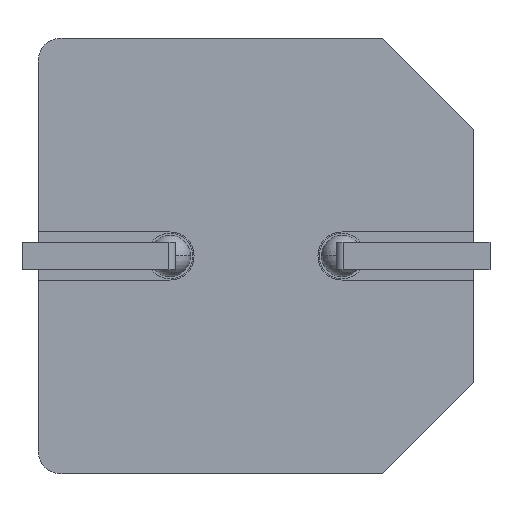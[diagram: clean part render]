
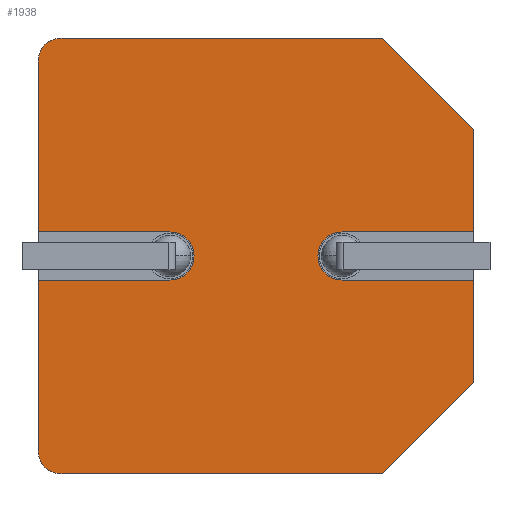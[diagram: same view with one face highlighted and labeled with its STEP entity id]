
A CAD part, front view. The second image highlights one B-rep face of the part: STEP entity #1938.
In plain terms, the highlighted planar face has unit normal (0, -1, 0).
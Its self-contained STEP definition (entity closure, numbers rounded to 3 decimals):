
#27 = CARTESIAN_POINT ( 'NONE',  ( 7.5, 0., -7.5 ) ) ;
#48 = EDGE_LOOP ( 'NONE', ( #1503, #1977, #834, #124, #1895, #1276, #276, #136, #55, #515, #1283, #818, #2249, #631, #2182, #545 ) ) ;
#55 = ORIENTED_EDGE ( 'NONE', *, *, #1756, .F. ) ;
#57 = CARTESIAN_POINT ( 'NONE',  ( -9.5, 0., 8.5 ) ) ;
#77 = EDGE_CURVE ( 'NONE', #2186, #424, #491, .T. ) ;
#106 = DIRECTION ( 'NONE',  ( 0., 0., -1. ) ) ;
#120 = EDGE_CURVE ( 'NONE', #1889, #424, #214, .T. ) ;
#124 = ORIENTED_EDGE ( 'NONE', *, *, #1636, .T. ) ;
#136 = ORIENTED_EDGE ( 'NONE', *, *, #1191, .T. ) ;
#138 = LINE ( 'NONE', #738, #475 ) ;
#199 = EDGE_CURVE ( 'NONE', #1889, #570, #1558, .T. ) ;
#214 = LINE ( 'NONE', #1868, #1682 ) ;
#232 = LINE ( 'NONE', #1796, #264 ) ;
#243 = EDGE_CURVE ( 'NONE', #624, #1578, #1793, .T. ) ;
#255 = EDGE_CURVE ( 'NONE', #2297, #275, #734, .T. ) ;
#256 = DIRECTION ( 'NONE',  ( -0.707, 0., 0.707 ) ) ;
#264 = VECTOR ( 'NONE', #904, 1000. ) ;
#275 = VERTEX_POINT ( 'NONE', #1359 ) ;
#276 = ORIENTED_EDGE ( 'NONE', *, *, #444, .T. ) ;
#304 = VECTOR ( 'NONE', #459, 1000. ) ;
#307 = CARTESIAN_POINT ( 'NONE',  ( -3.75, 0., 1.05 ) ) ;
#311 = EDGE_CURVE ( 'NONE', #1578, #1523, #312, .T. ) ;
#312 = LINE ( 'NONE', #477, #1459 ) ;
#367 = EDGE_CURVE ( 'NONE', #624, #1937, #1430, .T. ) ;
#368 = VECTOR ( 'NONE', #2236, 1000. ) ;
#371 = CARTESIAN_POINT ( 'NONE',  ( -9.5, 0., -1.05 ) ) ;
#398 = VERTEX_POINT ( 'NONE', #1445 ) ;
#399 = VECTOR ( 'NONE', #2265, 1000. ) ;
#410 = EDGE_CURVE ( 'NONE', #845, #805, #1730, .T. ) ;
#424 = VERTEX_POINT ( 'NONE', #740 ) ;
#444 = EDGE_CURVE ( 'NONE', #1454, #398, #1587, .T. ) ;
#452 = EDGE_CURVE ( 'NONE', #2297, #1454, #232, .T. ) ;
#459 = DIRECTION ( 'NONE',  ( -1., 0., 0. ) ) ;
#475 = VECTOR ( 'NONE', #1152, 1000. ) ;
#477 = CARTESIAN_POINT ( 'NONE',  ( -9.5, 0., -1.05 ) ) ;
#481 = CIRCLE ( 'NONE', #608, 1.05 ) ;
#483 = CARTESIAN_POINT ( 'NONE',  ( -8.5, 0., -9.5 ) ) ;
#491 = LINE ( 'NONE', #2025, #1625 ) ;
#515 = ORIENTED_EDGE ( 'NONE', *, *, #77, .T. ) ;
#545 = ORIENTED_EDGE ( 'NONE', *, *, #311, .F. ) ;
#551 = VECTOR ( 'NONE', #2153, 1000. ) ;
#570 = VERTEX_POINT ( 'NONE', #57 ) ;
#587 = VERTEX_POINT ( 'NONE', #592 ) ;
#592 = CARTESIAN_POINT ( 'NONE',  ( 5.5, 0., -9.5 ) ) ;
#606 = VECTOR ( 'NONE', #918, 1000. ) ;
#608 = AXIS2_PLACEMENT_3D ( 'NONE', #1872, #800, #978 ) ;
#624 = VERTEX_POINT ( 'NONE', #2185 ) ;
#631 = ORIENTED_EDGE ( 'NONE', *, *, #410, .F. ) ;
#651 = CARTESIAN_POINT ( 'NONE',  ( -9.5, 0., 9.5 ) ) ;
#660 = CARTESIAN_POINT ( 'NONE',  ( -9.5, 0., 9.5 ) ) ;
#668 = CARTESIAN_POINT ( 'NONE',  ( -9.5, 0., -9.5 ) ) ;
#715 = CARTESIAN_POINT ( 'NONE',  ( 3.75, 0., -1.05 ) ) ;
#725 = FACE_OUTER_BOUND ( 'NONE', #48, .T. ) ;
#733 = DIRECTION ( 'NONE',  ( 0., 1., 0. ) ) ;
#734 = LINE ( 'NONE', #1906, #2036 ) ;
#738 = CARTESIAN_POINT ( 'NONE',  ( 9.5, 0., 1.05 ) ) ;
#740 = CARTESIAN_POINT ( 'NONE',  ( 5.5, 0., 9.5 ) ) ;
#758 = AXIS2_PLACEMENT_3D ( 'NONE', #1272, #733, #1429 ) ;
#769 = DIRECTION ( 'NONE',  ( 0., 0., -1. ) ) ;
#800 = DIRECTION ( 'NONE',  ( 0., -1., 0. ) ) ;
#805 = VERTEX_POINT ( 'NONE', #2229 ) ;
#818 = ORIENTED_EDGE ( 'NONE', *, *, #199, .T. ) ;
#834 = ORIENTED_EDGE ( 'NONE', *, *, #1926, .F. ) ;
#845 = VERTEX_POINT ( 'NONE', #307 ) ;
#894 = LINE ( 'NONE', #651, #399 ) ;
#904 = DIRECTION ( 'NONE',  ( -1., 0., 0. ) ) ;
#918 = DIRECTION ( 'NONE',  ( 0.707, 0., 0.707 ) ) ;
#919 = CARTESIAN_POINT ( 'NONE',  ( -9.5, 0., 1.05 ) ) ;
#977 = LINE ( 'NONE', #1674, #1388 ) ;
#978 = DIRECTION ( 'NONE',  ( 0., 0., -1. ) ) ;
#984 = AXIS2_PLACEMENT_3D ( 'NONE', #1711, #1525, #106 ) ;
#1044 = DIRECTION ( 'NONE',  ( 1., 0., 0. ) ) ;
#1064 = DIRECTION ( 'NONE',  ( 0., 0., -1. ) ) ;
#1152 = DIRECTION ( 'NONE',  ( 1., 0., 0. ) ) ;
#1172 = DIRECTION ( 'NONE',  ( 0., 0., -1. ) ) ;
#1178 = CARTESIAN_POINT ( 'NONE',  ( -8.5, 0., 9.5 ) ) ;
#1191 = EDGE_CURVE ( 'NONE', #398, #1524, #138, .T. ) ;
#1224 = CARTESIAN_POINT ( 'NONE',  ( 9.5, 0., 1.05 ) ) ;
#1272 = CARTESIAN_POINT ( 'NONE',  ( 3.75, 0., 0. ) ) ;
#1276 = ORIENTED_EDGE ( 'NONE', *, *, #452, .T. ) ;
#1283 = ORIENTED_EDGE ( 'NONE', *, *, #120, .F. ) ;
#1359 = CARTESIAN_POINT ( 'NONE',  ( 9.5, 0., -5.5 ) ) ;
#1388 = VECTOR ( 'NONE', #769, 1000. ) ;
#1429 = DIRECTION ( 'NONE',  ( 0., 0., -1. ) ) ;
#1430 = CIRCLE ( 'NONE', #2092, 1. ) ;
#1445 = CARTESIAN_POINT ( 'NONE',  ( 3.75, 0., 1.05 ) ) ;
#1454 = VERTEX_POINT ( 'NONE', #715 ) ;
#1455 = LINE ( 'NONE', #668, #304 ) ;
#1459 = VECTOR ( 'NONE', #1044, 1000. ) ;
#1503 = ORIENTED_EDGE ( 'NONE', *, *, #243, .F. ) ;
#1523 = VERTEX_POINT ( 'NONE', #1765 ) ;
#1524 = VERTEX_POINT ( 'NONE', #1224 ) ;
#1525 = DIRECTION ( 'NONE',  ( 0., -1., 0. ) ) ;
#1558 = CIRCLE ( 'NONE', #984, 1. ) ;
#1578 = VERTEX_POINT ( 'NONE', #371 ) ;
#1587 = CIRCLE ( 'NONE', #758, 1.05 ) ;
#1598 = CARTESIAN_POINT ( 'NONE',  ( 9.5, 0., -1.05 ) ) ;
#1611 = CARTESIAN_POINT ( 'NONE',  ( 9.5, 0., 5.5 ) ) ;
#1625 = VECTOR ( 'NONE', #256, 1000. ) ;
#1636 = EDGE_CURVE ( 'NONE', #587, #275, #2167, .T. ) ;
#1665 = AXIS2_PLACEMENT_3D ( 'NONE', #2100, #1918, #2284 ) ;
#1674 = CARTESIAN_POINT ( 'NONE',  ( 9.5, 0., 9.5 ) ) ;
#1682 = VECTOR ( 'NONE', #2187, 1000. ) ;
#1711 = CARTESIAN_POINT ( 'NONE',  ( -8.5, 0., 8.5 ) ) ;
#1730 = LINE ( 'NONE', #919, #551 ) ;
#1756 = EDGE_CURVE ( 'NONE', #2186, #1524, #977, .T. ) ;
#1765 = CARTESIAN_POINT ( 'NONE',  ( -3.75, 0., -1.05 ) ) ;
#1793 = LINE ( 'NONE', #660, #368 ) ;
#1796 = CARTESIAN_POINT ( 'NONE',  ( 9.5, 0., -1.05 ) ) ;
#1845 = EDGE_CURVE ( 'NONE', #1523, #845, #481, .T. ) ;
#1868 = CARTESIAN_POINT ( 'NONE',  ( -9.5, 0., 9.5 ) ) ;
#1872 = CARTESIAN_POINT ( 'NONE',  ( -3.75, 0., 0. ) ) ;
#1889 = VERTEX_POINT ( 'NONE', #1178 ) ;
#1895 = ORIENTED_EDGE ( 'NONE', *, *, #255, .F. ) ;
#1906 = CARTESIAN_POINT ( 'NONE',  ( 9.5, 0., 9.5 ) ) ;
#1918 = DIRECTION ( 'NONE',  ( 0., -1., 0. ) ) ;
#1926 = EDGE_CURVE ( 'NONE', #587, #1937, #1455, .T. ) ;
#1931 = CARTESIAN_POINT ( 'NONE',  ( -8.5, 0., -8.5 ) ) ;
#1937 = VERTEX_POINT ( 'NONE', #483 ) ;
#1938 = ADVANCED_FACE ( 'NONE', ( #725 ), #2069, .T. ) ;
#1948 = EDGE_CURVE ( 'NONE', #805, #570, #894, .T. ) ;
#1977 = ORIENTED_EDGE ( 'NONE', *, *, #367, .T. ) ;
#2025 = CARTESIAN_POINT ( 'NONE',  ( 7.5, 0., 7.5 ) ) ;
#2036 = VECTOR ( 'NONE', #1172, 1000. ) ;
#2069 = PLANE ( 'NONE',  #1665 ) ;
#2092 = AXIS2_PLACEMENT_3D ( 'NONE', #1931, #2105, #1064 ) ;
#2100 = CARTESIAN_POINT ( 'NONE',  ( 0., 0., 0. ) ) ;
#2105 = DIRECTION ( 'NONE',  ( 0., -1., 0. ) ) ;
#2153 = DIRECTION ( 'NONE',  ( -1., 0., 0. ) ) ;
#2167 = LINE ( 'NONE', #27, #606 ) ;
#2182 = ORIENTED_EDGE ( 'NONE', *, *, #1845, .F. ) ;
#2185 = CARTESIAN_POINT ( 'NONE',  ( -9.5, 0., -8.5 ) ) ;
#2186 = VERTEX_POINT ( 'NONE', #1611 ) ;
#2187 = DIRECTION ( 'NONE',  ( 1., 0., 0. ) ) ;
#2229 = CARTESIAN_POINT ( 'NONE',  ( -9.5, 0., 1.05 ) ) ;
#2236 = DIRECTION ( 'NONE',  ( 0., 0., 1. ) ) ;
#2249 = ORIENTED_EDGE ( 'NONE', *, *, #1948, .F. ) ;
#2265 = DIRECTION ( 'NONE',  ( 0., 0., 1. ) ) ;
#2284 = DIRECTION ( 'NONE',  ( 0., 0., -1. ) ) ;
#2297 = VERTEX_POINT ( 'NONE', #1598 ) ;
